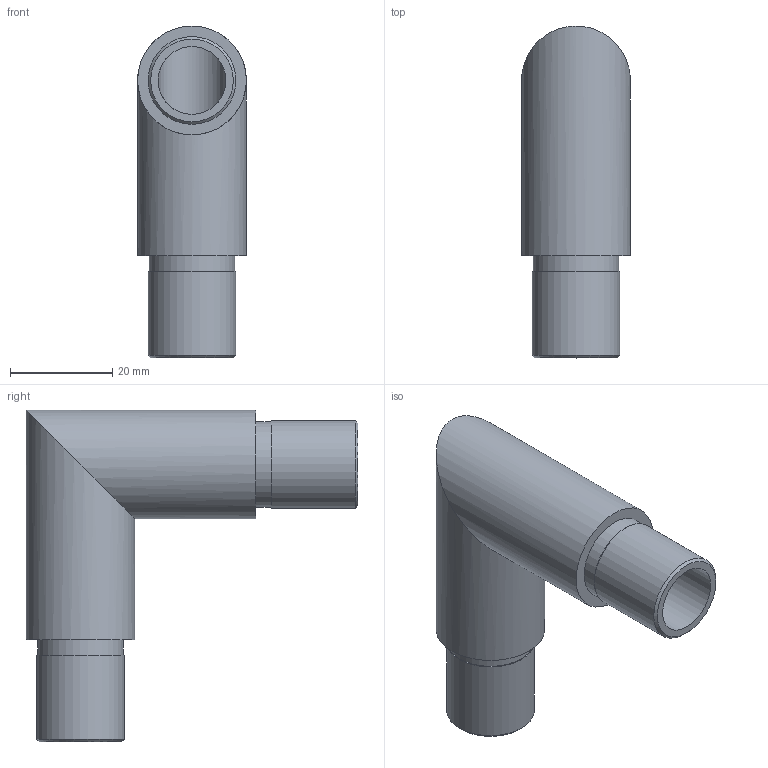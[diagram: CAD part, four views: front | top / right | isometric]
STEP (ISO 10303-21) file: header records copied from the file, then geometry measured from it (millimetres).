
FILE_DESCRIPTION (( 'STEP AP203' ), '1' );
FILE_NAME ('56174-320-21.step', '2020-02-24T13:01:53', ( '' ), ( '' ), 'SwSTEP 2.0', 'SolidWorks 2015', '' );
FILE_SCHEMA (( 'CONFIG_CONTROL_DESIGN' ));
Length unit declared in the file: millimetre
Products named in the file (2): 56174-320-21
Bounding box: 21.3 x 65 x 65 mm (x, y, z)
Volume: 18594.6 mm3; surface area: 11744.4 mm2
Topology: 1 solids, 1 shells, 259 faces, 682 edges, 455 vertices
Faces by surface type: plane 123, bspline 100, cylinder 34, cone 2
Full cylindrical faces by diameter (mm): 13.3 x2, 16.8 x2, 17.2 x2, 21.3 x2
Entity records: 11947 total; most frequent: CARTESIAN_POINT 6135, ORIENTED_EDGE 1334, DIRECTION 863, EDGE_CURVE 667, VERTEX_POINT 450, LINE 321, VECTOR 321, EDGE_LOOP 301
